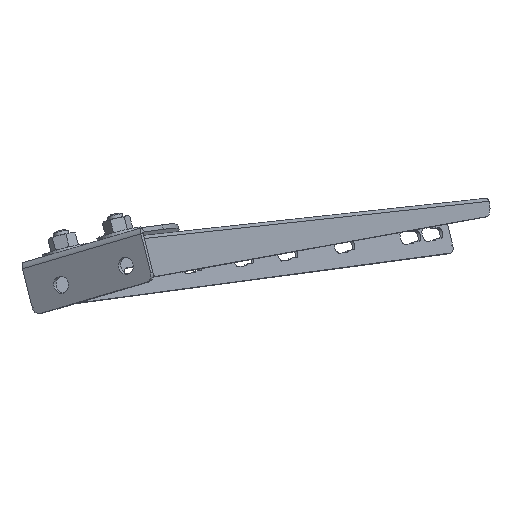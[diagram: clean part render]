
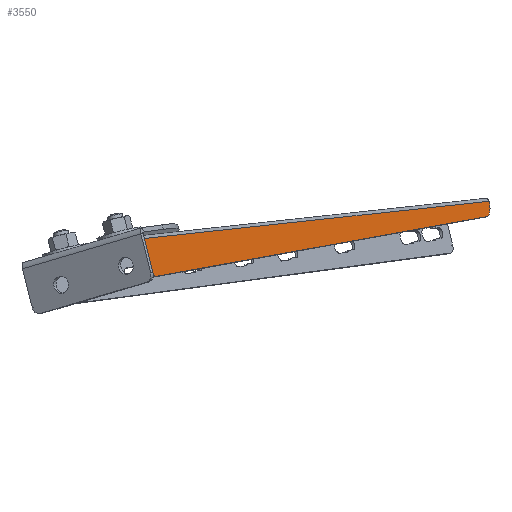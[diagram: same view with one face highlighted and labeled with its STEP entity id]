
A CAD part, left-side view. The second image highlights one B-rep face of the part: STEP entity #3550.
In plain terms, the highlighted face is planar.
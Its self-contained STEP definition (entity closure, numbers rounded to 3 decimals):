
#193=PLANE('',#3948);
#336=FACE_OUTER_BOUND('',#539,.T.);
#539=EDGE_LOOP('',(#2715,#2716,#2717,#2718,#2719));
#835=LINE('',#5721,#1154);
#838=LINE('',#5727,#1157);
#839=LINE('',#5730,#1158);
#1154=VECTOR('',#4654,1.28);
#1157=VECTOR('',#4659,10.);
#1158=VECTOR('',#4662,10.);
#1402=CIRCLE('',#3945,3.);
#1404=CIRCLE('',#3949,10.);
#1646=VERTEX_POINT('',#5711);
#1647=VERTEX_POINT('',#5712);
#1650=VERTEX_POINT('',#5720);
#1652=VERTEX_POINT('',#5726);
#1653=VERTEX_POINT('',#5728);
#2063=EDGE_CURVE('',#1646,#1647,#1402,.T.);
#2067=EDGE_CURVE('',#1647,#1650,#835,.T.);
#2070=EDGE_CURVE('',#1646,#1652,#838,.T.);
#2071=EDGE_CURVE('',#1653,#1652,#1404,.T.);
#2072=EDGE_CURVE('',#1653,#1650,#839,.T.);
#2715=ORIENTED_EDGE('',*,*,#2063,.F.);
#2716=ORIENTED_EDGE('',*,*,#2070,.T.);
#2717=ORIENTED_EDGE('',*,*,#2071,.F.);
#2718=ORIENTED_EDGE('',*,*,#2072,.T.);
#2719=ORIENTED_EDGE('',*,*,#2067,.F.);
#3550=ADVANCED_FACE('',(#336),#193,.T.);
#3945=AXIS2_PLACEMENT_3D('',#5713,#4646,#4647);
#3948=AXIS2_PLACEMENT_3D('',#5725,#4657,#4658);
#3949=AXIS2_PLACEMENT_3D('',#5729,#4660,#4661);
#4646=DIRECTION('center_axis',(-0.082,0.997,0.));
#4647=DIRECTION('ref_axis',(-0.694,-0.057,-0.718));
#4654=DIRECTION('',(0.,0.,1.));
#4657=DIRECTION('center_axis',(0.082,-0.997,0.));
#4658=DIRECTION('ref_axis',(0.993,0.082,-0.082));
#4659=DIRECTION('',(0.996,0.082,0.031));
#4660=DIRECTION('center_axis',(-0.082,0.997,0.));
#4661=DIRECTION('ref_axis',(0.996,0.082,-0.02));
#4662=DIRECTION('',(-0.997,-0.082,0.));
#5711=CARTESIAN_POINT('',(-251.755,-37.811,-25.905));
#5712=CARTESIAN_POINT('',(-254.836,-38.064,-22.907));
#5713=CARTESIAN_POINT('Origin',(-251.846,-37.818,-22.907));
#5720=CARTESIAN_POINT('',(-254.836,-38.064,-0.5));
#5721=CARTESIAN_POINT('',(-254.836,-38.064,3.521));
#5725=CARTESIAN_POINT('Origin',(5.133,-16.714,-12.242));
#5726=CARTESIAN_POINT('',(255.341,3.833,-10.297));
#5727=CARTESIAN_POINT('',(-124.764,-27.382,-21.997));
#5728=CARTESIAN_POINT('',(265.,4.626,-0.5));
#5729=CARTESIAN_POINT('Origin',(255.036,3.808,-0.302));
#5730=CARTESIAN_POINT('',(5.159,-16.712,-0.5));
